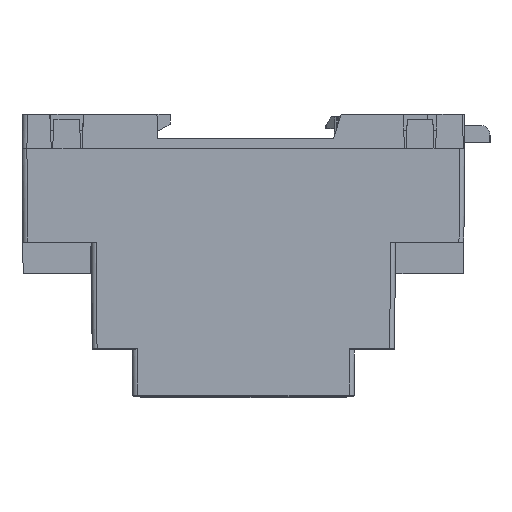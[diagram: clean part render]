
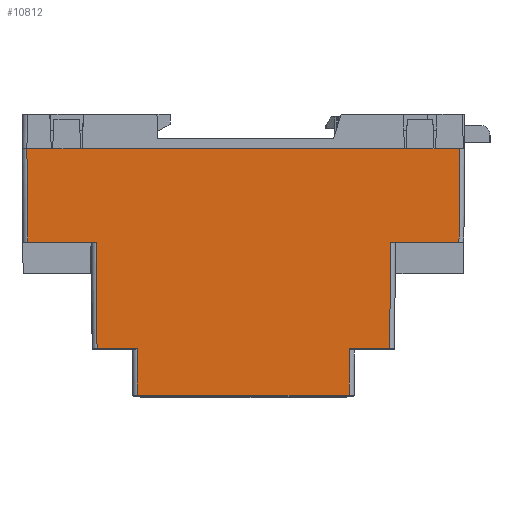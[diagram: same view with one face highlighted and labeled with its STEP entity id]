
A CAD part, front view. The second image highlights one B-rep face of the part: STEP entity #10812.
In plain terms, the highlighted planar face has unit normal (0, -1, -0.009).
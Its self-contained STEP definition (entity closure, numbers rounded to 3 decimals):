
#344 = VERTEX_POINT ( 'NONE', #34928 ) ;
#507 = VERTEX_POINT ( 'NONE', #35236 ) ;
#6053 = EDGE_CURVE ( 'NONE', #6850, #15214, #17565, .T. ) ;
#6151 = EDGE_CURVE ( 'NONE', #6906, #6849, #17748, .T. ) ;
#6236 = VERTEX_POINT ( 'NONE', #17812 ) ;
#6270 = VERTEX_POINT ( 'NONE', #17895 ) ;
#6297 = EDGE_CURVE ( 'NONE', #6236, #344, #18011, .T. ) ;
#6301 = EDGE_CURVE ( 'NONE', #15040, #6236, #18001, .T. ) ;
#6309 = EDGE_CURVE ( 'NONE', #6270, #15040, #18005, .T. ) ;
#6384 = EDGE_CURVE ( 'NONE', #344, #507, #18128, .T. ) ;
#6391 = EDGE_CURVE ( 'NONE', #507, #6460, #18116, .T. ) ;
#6435 = EDGE_CURVE ( 'NONE', #6575, #6437, #18203, .T. ) ;
#6437 = VERTEX_POINT ( 'NONE', #18194 ) ;
#6460 = VERTEX_POINT ( 'NONE', #18224 ) ;
#6527 = EDGE_CURVE ( 'NONE', #6437, #6270, #18352, .T. ) ;
#6575 = VERTEX_POINT ( 'NONE', #18413 ) ;
#6849 = VERTEX_POINT ( 'NONE', #18814 ) ;
#6850 = VERTEX_POINT ( 'NONE', #18803 ) ;
#6906 = VERTEX_POINT ( 'NONE', #18911 ) ;
#8970 = VERTEX_POINT ( 'NONE', #22005 ) ;
#9178 = EDGE_CURVE ( 'NONE', #9246, #8970, #22323, .T. ) ;
#9225 = EDGE_CURVE ( 'NONE', #8970, #9233, #22374, .T. ) ;
#9233 = VERTEX_POINT ( 'NONE', #22355 ) ;
#9246 = VERTEX_POINT ( 'NONE', #22353 ) ;
#9289 = EDGE_CURVE ( 'NONE', #9233, #9290, #22476, .T. ) ;
#9290 = VERTEX_POINT ( 'NONE', #22486 ) ;
#9376 = EDGE_CURVE ( 'NONE', #6460, #9246, #22593, .T. ) ;
#10753 = EDGE_LOOP ( 'NONE', ( #10767, #10818, #10824, #10786, #10779, #11029, #10819, #10804, #11033, #11031, #10960, #11036, #10996, #10957, #10918, #11034 ) ) ;
#10767 = ORIENTED_EDGE ( 'NONE', *, *, #6384, .F. ) ;
#10779 = ORIENTED_EDGE ( 'NONE', *, *, #6527, .F. ) ;
#10786 = ORIENTED_EDGE ( 'NONE', *, *, #6309, .F. ) ;
#10804 = ORIENTED_EDGE ( 'NONE', *, *, #6151, .F. ) ;
#10812 = ADVANCED_FACE ( 'NONE', ( #25161 ), #25102, .F. ) ;
#10818 = ORIENTED_EDGE ( 'NONE', *, *, #6297, .F. ) ;
#10819 = ORIENTED_EDGE ( 'NONE', *, *, #11026, .F. ) ;
#10824 = ORIENTED_EDGE ( 'NONE', *, *, #6301, .F. ) ;
#10825 = EDGE_CURVE ( 'NONE', #15214, #6906, #25142, .T. ) ;
#10918 = ORIENTED_EDGE ( 'NONE', *, *, #9376, .F. ) ;
#10957 = ORIENTED_EDGE ( 'NONE', *, *, #9178, .F. ) ;
#10960 = ORIENTED_EDGE ( 'NONE', *, *, #11030, .F. ) ;
#10996 = ORIENTED_EDGE ( 'NONE', *, *, #9225, .F. ) ;
#11026 = EDGE_CURVE ( 'NONE', #6849, #6575, #25463, .T. ) ;
#11029 = ORIENTED_EDGE ( 'NONE', *, *, #6435, .F. ) ;
#11030 = EDGE_CURVE ( 'NONE', #9290, #6850, #25465, .T. ) ;
#11031 = ORIENTED_EDGE ( 'NONE', *, *, #6053, .F. ) ;
#11033 = ORIENTED_EDGE ( 'NONE', *, *, #10825, .F. ) ;
#11034 = ORIENTED_EDGE ( 'NONE', *, *, #6391, .F. ) ;
#11036 = ORIENTED_EDGE ( 'NONE', *, *, #9289, .F. ) ;
#15040 = VERTEX_POINT ( 'NONE', #32747 ) ;
#15214 = VERTEX_POINT ( 'NONE', #33070 ) ;
#17564 = CARTESIAN_POINT ( 'NONE',  ( -22127.421, -25292.593, 51.2 ) ) ;
#17565 = LINE ( 'NONE', #17564, #17624 ) ;
#17623 = DIRECTION ( 'NONE',  ( 1., 0., 0. ) ) ;
#17624 = VECTOR ( 'NONE', #17623, 1000. ) ;
#17747 = CARTESIAN_POINT ( 'NONE',  ( -22127.421, -25292.593, 51.2 ) ) ;
#17748 = LINE ( 'NONE', #17747, #17769 ) ;
#17768 = DIRECTION ( 'NONE',  ( 1., 0., 0. ) ) ;
#17769 = VECTOR ( 'NONE', #17768, 1000. ) ;
#17812 = CARTESIAN_POINT ( 'NONE',  ( -22155.768, -25292.238, 10.497 ) ) ;
#17895 = CARTESIAN_POINT ( 'NONE',  ( -22147.421, -25292.427, 32.2 ) ) ;
#17989 = DIRECTION ( 'NONE',  ( -0.009, 0.009, -1. ) ) ;
#17990 = VECTOR ( 'NONE', #17989, 1000. ) ;
#17994 = DIRECTION ( 'NONE',  ( -1., 0., 0. ) ) ;
#17995 = VECTOR ( 'NONE', #17994, 1000. ) ;
#18000 = CARTESIAN_POINT ( 'NONE',  ( -22127.421, -25292.238, 10.497 ) ) ;
#18001 = LINE ( 'NONE', #18000, #17995 ) ;
#18004 = CARTESIAN_POINT ( 'NONE',  ( -22147.421, -25292.427, 32.2 ) ) ;
#18005 = LINE ( 'NONE', #18004, #17990 ) ;
#18008 = DIRECTION ( 'NONE',  ( -0.009, 0.009, -1. ) ) ;
#18009 = VECTOR ( 'NONE', #18008, 1000. ) ;
#18010 = CARTESIAN_POINT ( 'NONE',  ( -22155.768, -25292.238, 10.497 ) ) ;
#18011 = LINE ( 'NONE', #18010, #18009 ) ;
#18106 = VECTOR ( 'NONE', #18159, 1000. ) ;
#18107 = CARTESIAN_POINT ( 'NONE',  ( -22127.421, -25292.155, 0.997 ) ) ;
#18111 = VECTOR ( 'NONE', #18161, 1000. ) ;
#18116 = LINE ( 'NONE', #18162, #18111 ) ;
#18128 = LINE ( 'NONE', #18107, #18106 ) ;
#18159 = DIRECTION ( 'NONE',  ( -1., 0., 0. ) ) ;
#18161 = DIRECTION ( 'NONE',  ( -0.009, -0.009, 1. ) ) ;
#18162 = CARTESIAN_POINT ( 'NONE',  ( -22198.99, -25292.155, 0.997 ) ) ;
#18193 = DIRECTION ( 'NONE',  ( -0.009, 0.009, -1. ) ) ;
#18194 = CARTESIAN_POINT ( 'NONE',  ( -22133.486, -25292.427, 32.2 ) ) ;
#18202 = CARTESIAN_POINT ( 'NONE',  ( -22133.321, -25292.593, 51.2 ) ) ;
#18203 = LINE ( 'NONE', #18202, #18205 ) ;
#18205 = VECTOR ( 'NONE', #18193, 1000. ) ;
#18224 = CARTESIAN_POINT ( 'NONE',  ( -22199.073, -25292.238, 10.497 ) ) ;
#18348 = DIRECTION ( 'NONE',  ( -1., 0., 0. ) ) ;
#18349 = VECTOR ( 'NONE', #18348, 1000. ) ;
#18351 = CARTESIAN_POINT ( 'NONE',  ( -22127.421, -25292.427, 32.2 ) ) ;
#18352 = LINE ( 'NONE', #18351, #18349 ) ;
#18413 = CARTESIAN_POINT ( 'NONE',  ( -22133.321, -25292.593, 51.2 ) ) ;
#18803 = CARTESIAN_POINT ( 'NONE',  ( -22216.271, -25292.593, 51.2 ) ) ;
#18814 = CARTESIAN_POINT ( 'NONE',  ( -22138.571, -25292.593, 51.2 ) ) ;
#18911 = CARTESIAN_POINT ( 'NONE',  ( -22144.271, -25292.593, 51.2 ) ) ;
#22005 = CARTESIAN_POINT ( 'NONE',  ( -22207.421, -25292.427, 32.2 ) ) ;
#22314 = DIRECTION ( 'NONE',  ( -0.009, -0.009, 1. ) ) ;
#22315 = VECTOR ( 'NONE', #22314, 1000. ) ;
#22316 = CARTESIAN_POINT ( 'NONE',  ( -22207.231, -25292.238, 10.497 ) ) ;
#22323 = LINE ( 'NONE', #22316, #22315 ) ;
#22353 = CARTESIAN_POINT ( 'NONE',  ( -22207.231, -25292.238, 10.497 ) ) ;
#22355 = CARTESIAN_POINT ( 'NONE',  ( -22221.355, -25292.427, 32.2 ) ) ;
#22359 = VECTOR ( 'NONE', #22366, 1000. ) ;
#22366 = DIRECTION ( 'NONE',  ( -1., 0., 0. ) ) ;
#22367 = CARTESIAN_POINT ( 'NONE',  ( -22127.421, -25292.427, 32.2 ) ) ;
#22374 = LINE ( 'NONE', #22367, #22359 ) ;
#22473 = DIRECTION ( 'NONE',  ( -0.009, -0.009, 1. ) ) ;
#22474 = VECTOR ( 'NONE', #22473, 1000. ) ;
#22475 = CARTESIAN_POINT ( 'NONE',  ( -22221.355, -25292.427, 32.2 ) ) ;
#22476 = LINE ( 'NONE', #22475, #22474 ) ;
#22486 = CARTESIAN_POINT ( 'NONE',  ( -22221.521, -25292.593, 51.2 ) ) ;
#22590 = DIRECTION ( 'NONE',  ( -1., 0., 0. ) ) ;
#22591 = VECTOR ( 'NONE', #22590, 1000. ) ;
#22592 = CARTESIAN_POINT ( 'NONE',  ( -22127.421, -25292.238, 10.497 ) ) ;
#22593 = LINE ( 'NONE', #22592, #22591 ) ;
#25102 = PLANE ( 'NONE',  #25159 ) ;
#25118 = DIRECTION ( 'NONE',  ( 0., 1., 0.009 ) ) ;
#25135 = DIRECTION ( 'NONE',  ( 1., 0., 0. ) ) ;
#25136 = VECTOR ( 'NONE', #25135, 1000. ) ;
#25141 = CARTESIAN_POINT ( 'NONE',  ( -22222.521, -25292.593, 51.2 ) ) ;
#25142 = LINE ( 'NONE', #25141, #25136 ) ;
#25146 = DIRECTION ( 'NONE',  ( 0., -0.009, 1. ) ) ;
#25153 = CARTESIAN_POINT ( 'NONE',  ( -22127.421, -25291.616, -60.813 ) ) ;
#25159 = AXIS2_PLACEMENT_3D ( 'NONE', #25153, #25118, #25146 ) ;
#25161 = FACE_OUTER_BOUND ( 'NONE', #10753, .T. ) ;
#25458 = DIRECTION ( 'NONE',  ( 1., 0., 0. ) ) ;
#25459 = VECTOR ( 'NONE', #25458, 1000. ) ;
#25460 = DIRECTION ( 'NONE',  ( 1., 0., 0. ) ) ;
#25461 = VECTOR ( 'NONE', #25460, 1000. ) ;
#25462 = CARTESIAN_POINT ( 'NONE',  ( -22222.521, -25292.593, 51.2 ) ) ;
#25463 = LINE ( 'NONE', #25462, #25461 ) ;
#25464 = CARTESIAN_POINT ( 'NONE',  ( -22222.521, -25292.593, 51.2 ) ) ;
#25465 = LINE ( 'NONE', #25464, #25459 ) ;
#32747 = CARTESIAN_POINT ( 'NONE',  ( -22147.61, -25292.238, 10.497 ) ) ;
#33070 = CARTESIAN_POINT ( 'NONE',  ( -22210.571, -25292.593, 51.2 ) ) ;
#34928 = CARTESIAN_POINT ( 'NONE',  ( -22155.851, -25292.155, 0.997 ) ) ;
#35236 = CARTESIAN_POINT ( 'NONE',  ( -22198.99, -25292.154, 0.997 ) ) ;
